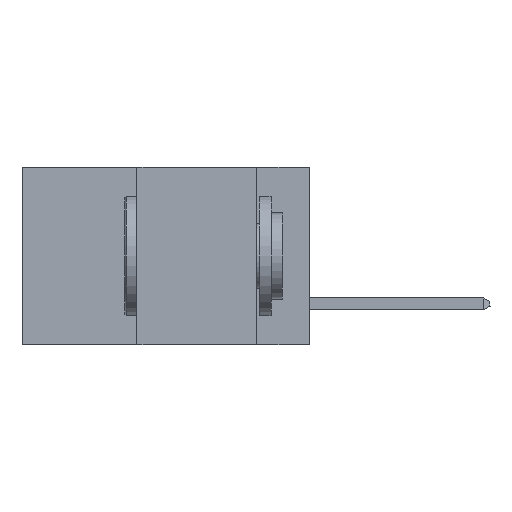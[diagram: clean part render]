
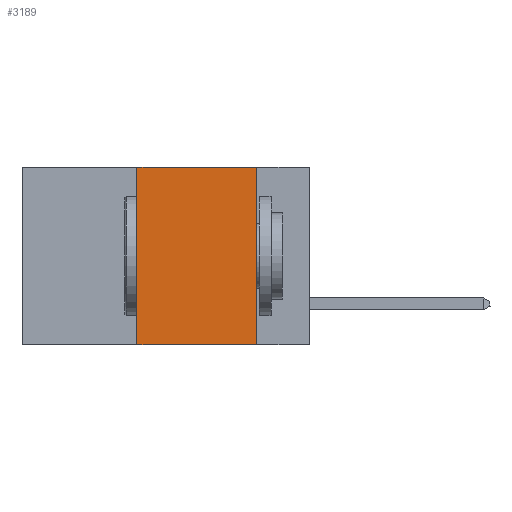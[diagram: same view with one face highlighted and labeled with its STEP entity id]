
A CAD part, left-side view. The second image highlights one B-rep face of the part: STEP entity #3189.
In plain terms, the highlighted planar face has unit normal (-1, 0, 0).
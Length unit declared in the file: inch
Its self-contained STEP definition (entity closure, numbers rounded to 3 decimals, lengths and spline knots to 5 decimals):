
#2209 = DIRECTION ( 'NONE',  ( 0., 0., 1. ) ) ;
#2554 = VECTOR ( 'NONE', #10064, 39.37008 ) ;
#3082 = DIRECTION ( 'NONE',  ( 0., 0., -1. ) ) ;
#3189 = ADVANCED_FACE ( 'NONE', ( #4754 ), #5211, .F. ) ;
#3319 = VERTEX_POINT ( 'NONE', #17235 ) ;
#4092 = VECTOR ( 'NONE', #2209, 39.37008 ) ;
#4482 = ORIENTED_EDGE ( 'NONE', *, *, #30572, .F. ) ;
#4754 = FACE_OUTER_BOUND ( 'NONE', #20889, .T. ) ;
#4924 = CARTESIAN_POINT ( 'NONE',  ( 0., 0.11, 0. ) ) ;
#5211 = PLANE ( 'NONE',  #10808 ) ;
#5581 = VERTEX_POINT ( 'NONE', #4924 ) ;
#5887 = VERTEX_POINT ( 'NONE', #7780 ) ;
#7028 = EDGE_CURVE ( 'NONE', #5581, #3319, #9331, .T. ) ;
#7780 = CARTESIAN_POINT ( 'NONE',  ( 0., 0.36, -0.37 ) ) ;
#9331 = LINE ( 'NONE', #22519, #2554 ) ;
#9463 = CARTESIAN_POINT ( 'NONE',  ( 0., 0.36, 0. ) ) ;
#9602 = ORIENTED_EDGE ( 'NONE', *, *, #7028, .F. ) ;
#10064 = DIRECTION ( 'NONE',  ( 0., 0., -1. ) ) ;
#10808 = AXIS2_PLACEMENT_3D ( 'NONE', #13678, #21335, #3082 ) ;
#13678 = CARTESIAN_POINT ( 'NONE',  ( 0., 0.6, 0. ) ) ;
#14390 = LINE ( 'NONE', #32757, #4092 ) ;
#15157 = DIRECTION ( 'NONE',  ( 0., -1., 0. ) ) ;
#16542 = EDGE_CURVE ( 'NONE', #5887, #3319, #31828, .T. ) ;
#17235 = CARTESIAN_POINT ( 'NONE',  ( 0., 0.11, -0.37 ) ) ;
#17540 = VERTEX_POINT ( 'NONE', #9463 ) ;
#17973 = CARTESIAN_POINT ( 'NONE',  ( 0., 0.6, -0.37 ) ) ;
#18132 = VECTOR ( 'NONE', #25500, 39.37008 ) ;
#18466 = VECTOR ( 'NONE', #15157, 39.37008 ) ;
#20889 = EDGE_LOOP ( 'NONE', ( #9602, #25730, #4482, #25091 ) ) ;
#21335 = DIRECTION ( 'NONE',  ( 1., 0., 0. ) ) ;
#22519 = CARTESIAN_POINT ( 'NONE',  ( 0., 0.11, 0. ) ) ;
#24492 = LINE ( 'NONE', #30292, #18466 ) ;
#25091 = ORIENTED_EDGE ( 'NONE', *, *, #16542, .T. ) ;
#25500 = DIRECTION ( 'NONE',  ( 0., -1., 0. ) ) ;
#25730 = ORIENTED_EDGE ( 'NONE', *, *, #28833, .F. ) ;
#28833 = EDGE_CURVE ( 'NONE', #17540, #5581, #24492, .T. ) ;
#30292 = CARTESIAN_POINT ( 'NONE',  ( 0., 0.6, 0. ) ) ;
#30572 = EDGE_CURVE ( 'NONE', #5887, #17540, #14390, .T. ) ;
#31828 = LINE ( 'NONE', #17973, #18132 ) ;
#32757 = CARTESIAN_POINT ( 'NONE',  ( 0., 0.36, 0. ) ) ;
